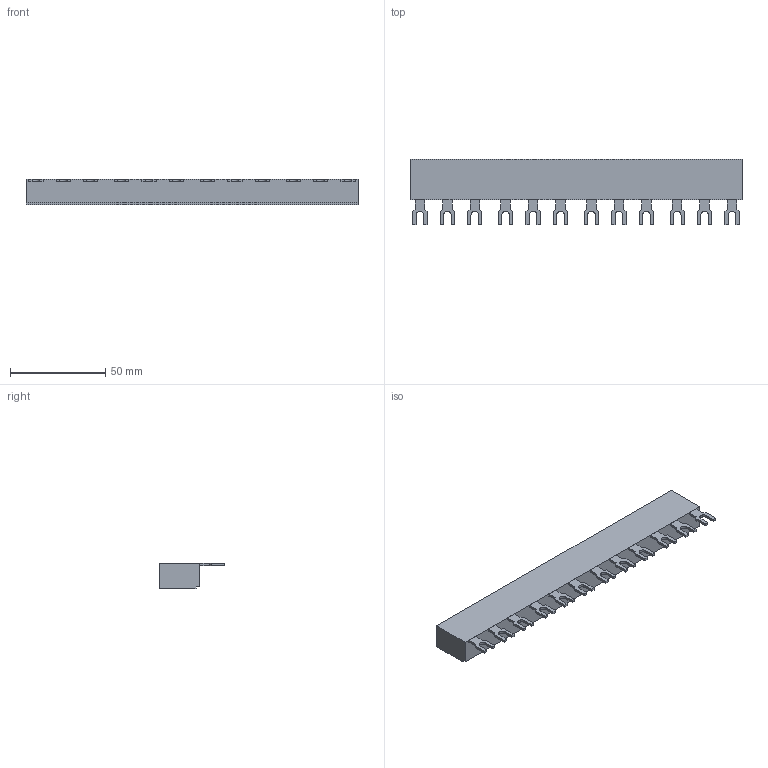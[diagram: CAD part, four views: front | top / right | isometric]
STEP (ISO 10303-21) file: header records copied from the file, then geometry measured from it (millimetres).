
FILE_DESCRIPTION(('STEP AP214'),'1');
FILE_NAME('cctmp_2CD75E40-3E6B-4C61-920C-34166A82AAD3_2023_08_14_21_03_28_0900..stp','2023-08-14T19:03:29',('SIEMENS A&D'),('CADClick - www.CADClick.com'),'Spatial InterOp 3D postprocessed',' ','unknown authorization');
FILE_SCHEMA(('AUTOMOTIVE_DESIGN'));
Length unit declared in the file: millimetre
Products named in the file (1): 2023_08_14_21_03_28_0893
Bounding box: 174.2 x 34.2 x 13.5 mm (x, y, z)
Volume: 50404.1 mm3; surface area: 14692 mm2
Topology: 1 solids, 1 shells, 164 faces, 450 edges, 300 vertices
Faces by surface type: plane 152, cylinder 12
Entity records: 8639 total; most frequent: STYLED_ITEM 915, PRESENTATION_STYLE_ASSIGNMENT 915, CARTESIAN_POINT 915, ORIENTED_EDGE 900, DIRECTION 804, EDGE_CURVE 450, CURVE_STYLE 450, DRAUGHTING_PRE_DEFINED_CURVE_FONT 450
